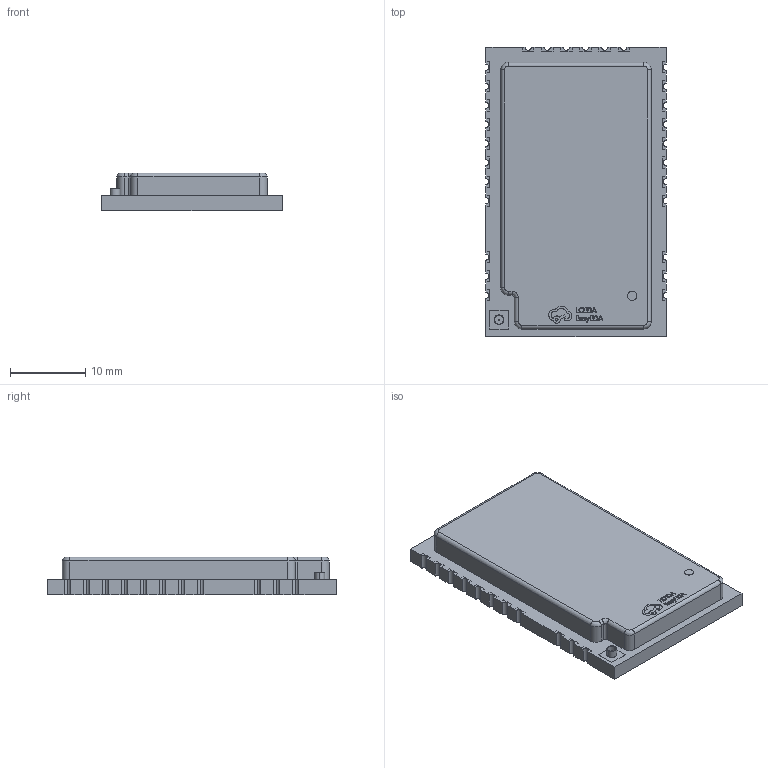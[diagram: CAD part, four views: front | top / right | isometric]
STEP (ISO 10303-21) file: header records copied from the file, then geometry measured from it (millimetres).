
FILE_DESCRIPTION (( 'STEP AP214' ), '1' );
FILE_NAME ('WIRELM-SMD_E32-400M30S.STEP', '2023-11-30T01:08:02', ( 'PC' ), ( 'Microsoft' ), 'SwSTEP 2.0', 'SolidWorks 2020', '' );
FILE_SCHEMA (( 'AUTOMOTIVE_DESIGN' ));
Length unit declared in the file: millimetre
Products named in the file (1): WIRELM-SMD_E32-400M30S
Bounding box: 24 x 38.5 x 5.02 mm (x, y, z)
Volume: 3931.6 mm3; surface area: 2474.8 mm2
Topology: 32 solids, 32 shells, 686 faces, 1842 edges, 1223 vertices
Faces by surface type: plane 502, bspline 98, cylinder 78, torus 6, sphere 2
Entity records: 29210 total; most frequent: CARTESIAN_POINT 5056, ORIENTED_EDGE 3680, DIRECTION 2984, EDGE_CURVE 1840, LINE 1474, VECTOR 1474, VERTEX_POINT 1223, AXIS2_PLACEMENT_3D 755
